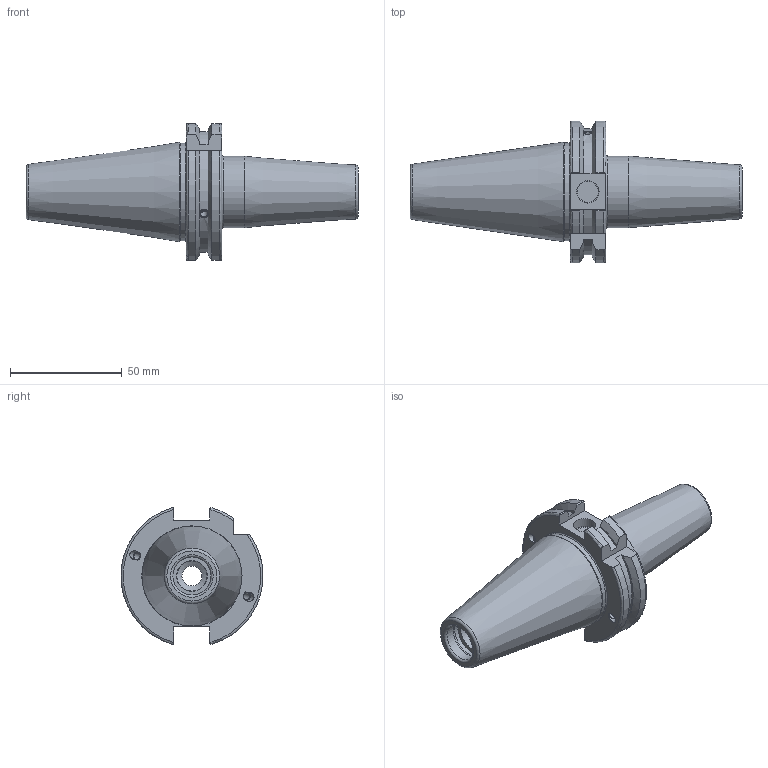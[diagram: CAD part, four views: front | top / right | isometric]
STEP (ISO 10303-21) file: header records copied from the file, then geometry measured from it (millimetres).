
FILE_DESCRIPTION(/* description */ (''),/* implementation_level */ '2;1');
FILE_NAME(/* name */ 'SK40ADB-SFH12C-80.stp',/* time_stamp */ '2021-09-29T11:08:39+09:00',/* author */ ('ssktool'),/* organization */ (''),/* preprocessor_version */ 'ST-DEVELOPER v18.1',/* originating_system */ 'Autodesk Inventor 2020',/* authorisation */ '');
FILE_SCHEMA (('AUTOMOTIVE_DESIGN { 1 0 10303 214 3 1 1 }'));
Length unit declared in the file: millimetre
Products named in the file (1): SK30
Bounding box: 148.4 x 63.39 x 61.22 mm (x, y, z)
Volume: 132328.5 mm3; surface area: 29045 mm2
Topology: 1 solids, 1 shells, 102 faces, 311 edges, 215 vertices
Faces by surface type: plane 38, cylinder 35, cone 16, torus 13
Full cylindrical faces by diameter (mm): 2.5 x2, 3.242 x8, 4 x4, 8.917 x1, 10 x1, 12 x1, 13.2 x1, 13.5 x1, 13.835 x1, 17 x1, 17.6 x1, 32 x1, 43.8 x1
Entity records: 3852 total; most frequent: CARTESIAN_POINT 973, ORIENTED_EDGE 614, DIRECTION 611, EDGE_CURVE 307, AXIS2_PLACEMENT_3D 255, VERTEX_POINT 215, CIRCLE 130, EDGE_LOOP 120
